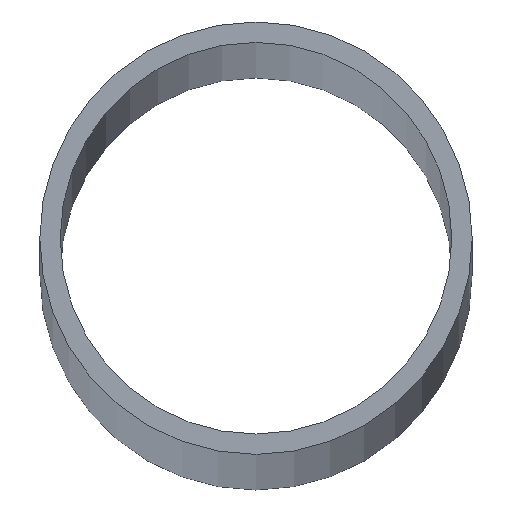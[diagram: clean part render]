
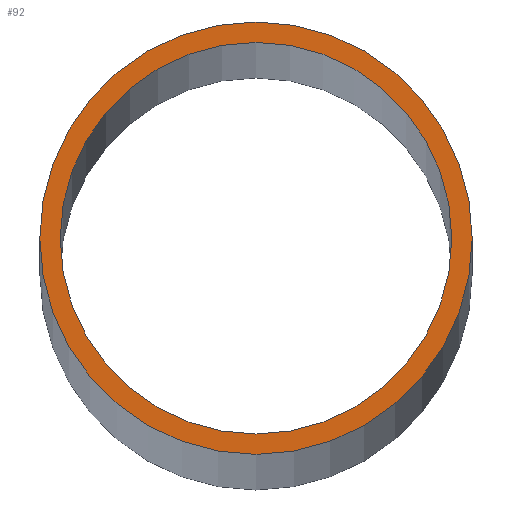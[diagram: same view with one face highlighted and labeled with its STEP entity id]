
A CAD part, top view. The second image highlights one B-rep face of the part: STEP entity #92.
In plain terms, the highlighted planar face has unit normal (0, 0, 1).
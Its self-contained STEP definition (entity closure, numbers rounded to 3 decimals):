
#3 = ORIENTED_EDGE ( 'NONE', *, *, #212, .F. ) ;
#6 = DIRECTION ( 'NONE',  ( 1., 0., 0. ) ) ;
#8 = AXIS2_PLACEMENT_3D ( 'NONE', #199, #29, #17 ) ;
#10 = EDGE_LOOP ( 'NONE', ( #3, #117 ) ) ;
#12 = DIRECTION ( 'NONE',  ( 0., 0., 1. ) ) ;
#17 = DIRECTION ( 'NONE',  ( 1., 0., 0. ) ) ;
#22 = VERTEX_POINT ( 'NONE', #54 ) ;
#29 = DIRECTION ( 'NONE',  ( 0., 0., 1. ) ) ;
#31 = EDGE_CURVE ( 'NONE', #155, #22, #185, .T. ) ;
#32 = AXIS2_PLACEMENT_3D ( 'NONE', #71, #146, #207 ) ;
#35 = VERTEX_POINT ( 'NONE', #208 ) ;
#38 = PLANE ( 'NONE',  #135 ) ;
#45 = CIRCLE ( 'NONE', #72, 21.2 ) ;
#47 = DIRECTION ( 'NONE',  ( 0., 0., 1. ) ) ;
#49 = DIRECTION ( 'NONE',  ( 1., 0., 0. ) ) ;
#51 = AXIS2_PLACEMENT_3D ( 'NONE', #189, #12, #6 ) ;
#54 = CARTESIAN_POINT ( 'NONE',  ( -21.2, 0., 2000. ) ) ;
#66 = ORIENTED_EDGE ( 'NONE', *, *, #31, .T. ) ;
#67 = EDGE_CURVE ( 'NONE', #35, #152, #111, .T. ) ;
#68 = CIRCLE ( 'NONE', #8, 19.2 ) ;
#71 = CARTESIAN_POINT ( 'NONE',  ( 0., 0., 2000. ) ) ;
#72 = AXIS2_PLACEMENT_3D ( 'NONE', #81, #206, #49 ) ;
#81 = CARTESIAN_POINT ( 'NONE',  ( 0., 0., 2000. ) ) ;
#92 = ADVANCED_FACE ( 'NONE', ( #143, #209 ), #38, .T. ) ;
#109 = CARTESIAN_POINT ( 'NONE',  ( -19.2, 0., 2000. ) ) ;
#111 = CIRCLE ( 'NONE', #32, 19.2 ) ;
#114 = EDGE_CURVE ( 'NONE', #22, #155, #45, .T. ) ;
#117 = ORIENTED_EDGE ( 'NONE', *, *, #67, .F. ) ;
#126 = CARTESIAN_POINT ( 'NONE',  ( 0., 0., 2000. ) ) ;
#135 = AXIS2_PLACEMENT_3D ( 'NONE', #126, #47, #175 ) ;
#143 = FACE_OUTER_BOUND ( 'NONE', #201, .T. ) ;
#146 = DIRECTION ( 'NONE',  ( 0., 0., 1. ) ) ;
#149 = CARTESIAN_POINT ( 'NONE',  ( 21.2, 0., 2000. ) ) ;
#152 = VERTEX_POINT ( 'NONE', #109 ) ;
#155 = VERTEX_POINT ( 'NONE', #149 ) ;
#175 = DIRECTION ( 'NONE',  ( 1., 0., 0. ) ) ;
#185 = CIRCLE ( 'NONE', #51, 21.2 ) ;
#186 = ORIENTED_EDGE ( 'NONE', *, *, #114, .T. ) ;
#189 = CARTESIAN_POINT ( 'NONE',  ( 0., 0., 2000. ) ) ;
#199 = CARTESIAN_POINT ( 'NONE',  ( 0., 0., 2000. ) ) ;
#201 = EDGE_LOOP ( 'NONE', ( #186, #66 ) ) ;
#206 = DIRECTION ( 'NONE',  ( 0., 0., 1. ) ) ;
#207 = DIRECTION ( 'NONE',  ( 1., 0., 0. ) ) ;
#208 = CARTESIAN_POINT ( 'NONE',  ( 19.2, 0., 2000. ) ) ;
#209 = FACE_BOUND ( 'NONE', #10, .T. ) ;
#212 = EDGE_CURVE ( 'NONE', #152, #35, #68, .T. ) ;
